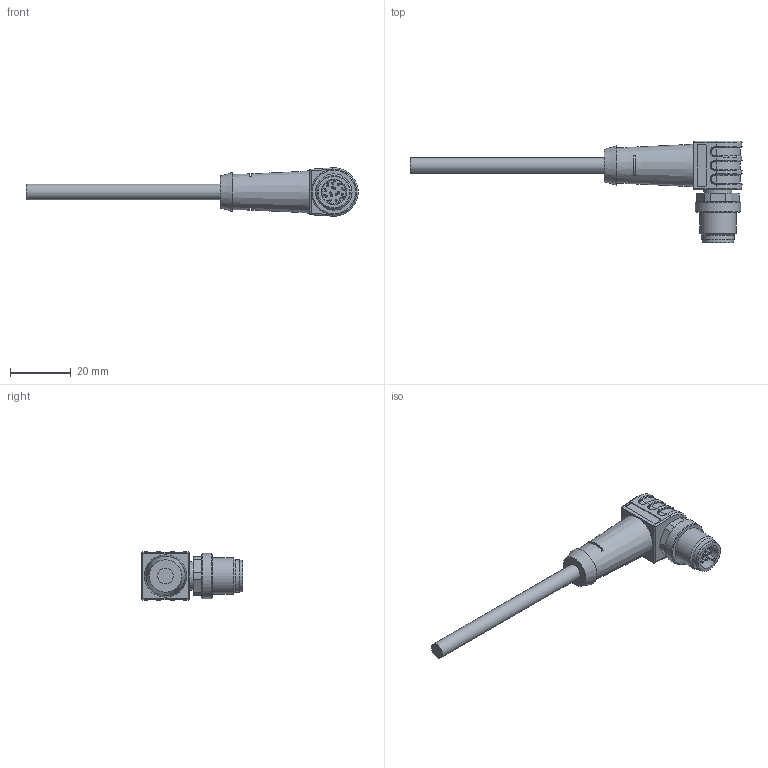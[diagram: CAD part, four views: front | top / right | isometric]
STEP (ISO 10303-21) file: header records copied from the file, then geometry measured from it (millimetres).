
FILE_DESCRIPTION(/* description */ (''),/* implementation_level */ '2;1');
FILE_NAME(/* name */ 'AL-WWASS12.stp',/* time_stamp */ '2015-07-01T09:51:18+02:00',/* author */ ('ESCHA Bauelemente GmbH'),/* organization */ ('ESCHA Bauelemente GmbH'),/* preprocessor_version */ 'ST-DEVELOPER v14',/* originating_system */ 'SIEMENS PLM Software NX 8.0',/* authorisation */ '');
FILE_SCHEMA (('AP203_CONFIGURATION_CONTROLLED_3D_DESIGN_OF_MECHANICAL_PARTS_AND_ASSEMBLIES_MIM_LF { 1 0 10303 403 2 1 2}'));
Length unit declared in the file: millimetre
Products named in the file (1): AL-WAKS5-AL-WASS5
Bounding box: 109.67 x 33.5 x 15.97 mm (x, y, z)
Volume: 10239.5 mm3; surface area: 4922.1 mm2
Topology: 1 solids, 1 shells, 383 faces, 997 edges, 650 vertices
Faces by surface type: plane 138, extrusion 116, cylinder 79, torus 27, sphere 12, cone 11
Full cylindrical faces by diameter (mm): 0.6 x12, 5.2 x1, 8.3 x1, 9.3 x1, 10.5 x1, 10.8 x1, 12 x1, 15 x1
Entity records: 12349 total; most frequent: CARTESIAN_POINT 3611, ORIENTED_EDGE 1838, DIRECTION 1519, EDGE_CURVE 919, VERTEX_POINT 608, VECTOR 587, LINE 471, AXIS2_PLACEMENT_3D 466
